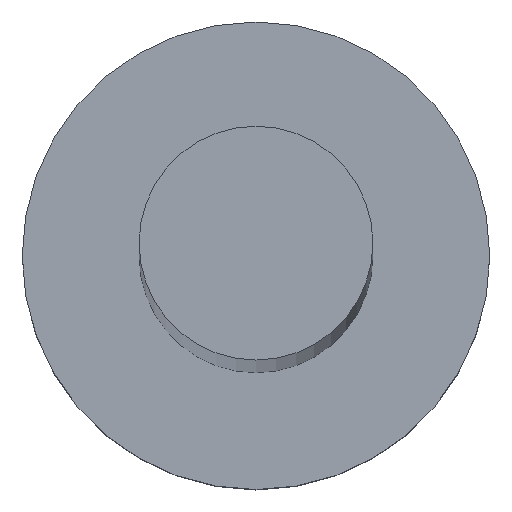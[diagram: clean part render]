
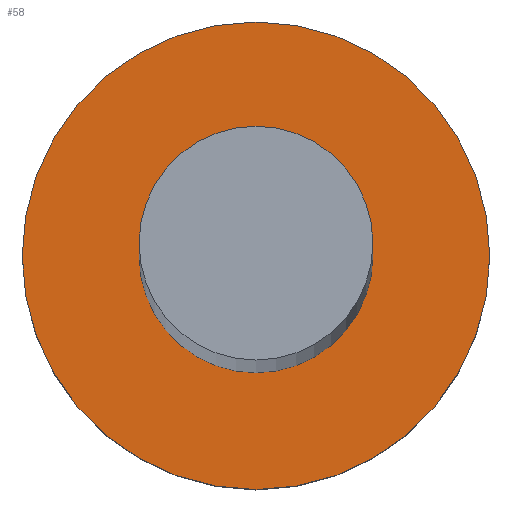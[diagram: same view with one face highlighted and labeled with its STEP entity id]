
A CAD part, top view. The second image highlights one B-rep face of the part: STEP entity #58.
In plain terms, the highlighted planar face has unit normal (0, 0, 1).
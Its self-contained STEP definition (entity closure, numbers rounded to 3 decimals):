
#16 = CARTESIAN_POINT ( 'NONE',  ( -2.5, 0., 5. ) ) ;
#23 = DIRECTION ( 'NONE',  ( 0., 0., 1. ) ) ;
#44 = DIRECTION ( 'NONE',  ( 1., 0., 0. ) ) ;
#47 = DIRECTION ( 'NONE',  ( 1., 0., 0. ) ) ;
#52 = AXIS2_PLACEMENT_3D ( 'NONE', #136, #152, #118 ) ;
#58 = ADVANCED_FACE ( 'NONE', ( #218, #151 ), #134, .T. ) ;
#64 = VERTEX_POINT ( 'NONE', #153 ) ;
#66 = DIRECTION ( 'NONE',  ( 0., 0., 1. ) ) ;
#67 = CARTESIAN_POINT ( 'NONE',  ( 0., 0., 5. ) ) ;
#70 = CIRCLE ( 'NONE', #138, 2.5 ) ;
#71 = EDGE_LOOP ( 'NONE', ( #131, #187 ) ) ;
#73 = EDGE_LOOP ( 'NONE', ( #129, #172 ) ) ;
#74 = CIRCLE ( 'NONE', #164, 5. ) ;
#77 = EDGE_CURVE ( 'NONE', #110, #154, #184, .T. ) ;
#110 = VERTEX_POINT ( 'NONE', #16 ) ;
#118 = DIRECTION ( 'NONE',  ( 1., 0., 0. ) ) ;
#129 = ORIENTED_EDGE ( 'NONE', *, *, #77, .F. ) ;
#130 = AXIS2_PLACEMENT_3D ( 'NONE', #67, #66, #47 ) ;
#131 = ORIENTED_EDGE ( 'NONE', *, *, #173, .T. ) ;
#134 = PLANE ( 'NONE',  #52 ) ;
#135 = CARTESIAN_POINT ( 'NONE',  ( 2.5, 0., 5. ) ) ;
#136 = CARTESIAN_POINT ( 'NONE',  ( 0., 0., 5. ) ) ;
#138 = AXIS2_PLACEMENT_3D ( 'NONE', #245, #23, #44 ) ;
#145 = DIRECTION ( 'NONE',  ( 0., 0., 1. ) ) ;
#151 = FACE_OUTER_BOUND ( 'NONE', #71, .T. ) ;
#152 = DIRECTION ( 'NONE',  ( 0., 0., 1. ) ) ;
#153 = CARTESIAN_POINT ( 'NONE',  ( -5., 0., 5. ) ) ;
#154 = VERTEX_POINT ( 'NONE', #135 ) ;
#159 = CARTESIAN_POINT ( 'NONE',  ( 5., 0., 5. ) ) ;
#164 = AXIS2_PLACEMENT_3D ( 'NONE', #246, #145, #182 ) ;
#171 = VERTEX_POINT ( 'NONE', #159 ) ;
#172 = ORIENTED_EDGE ( 'NONE', *, *, #225, .F. ) ;
#173 = EDGE_CURVE ( 'NONE', #64, #171, #195, .T. ) ;
#182 = DIRECTION ( 'NONE',  ( 1., 0., 0. ) ) ;
#184 = CIRCLE ( 'NONE', #205, 2.5 ) ;
#187 = ORIENTED_EDGE ( 'NONE', *, *, #243, .T. ) ;
#195 = CIRCLE ( 'NONE', #130, 5. ) ;
#200 = DIRECTION ( 'NONE',  ( 0., 0., 1. ) ) ;
#205 = AXIS2_PLACEMENT_3D ( 'NONE', #237, #200, #219 ) ;
#218 = FACE_BOUND ( 'NONE', #73, .T. ) ;
#219 = DIRECTION ( 'NONE',  ( 1., 0., 0. ) ) ;
#225 = EDGE_CURVE ( 'NONE', #154, #110, #70, .T. ) ;
#237 = CARTESIAN_POINT ( 'NONE',  ( 0., 0., 5. ) ) ;
#243 = EDGE_CURVE ( 'NONE', #171, #64, #74, .T. ) ;
#245 = CARTESIAN_POINT ( 'NONE',  ( 0., 0., 5. ) ) ;
#246 = CARTESIAN_POINT ( 'NONE',  ( 0., 0., 5. ) ) ;
